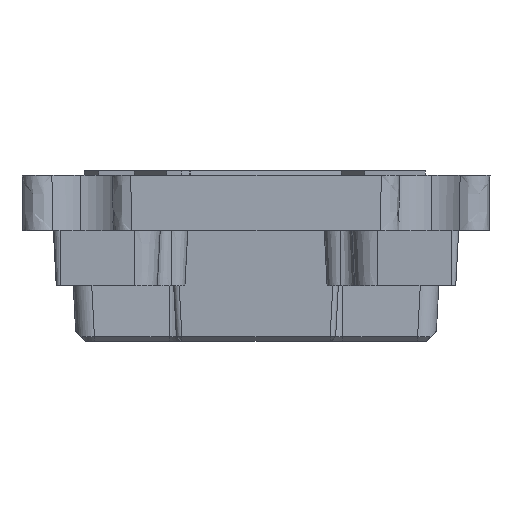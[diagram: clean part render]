
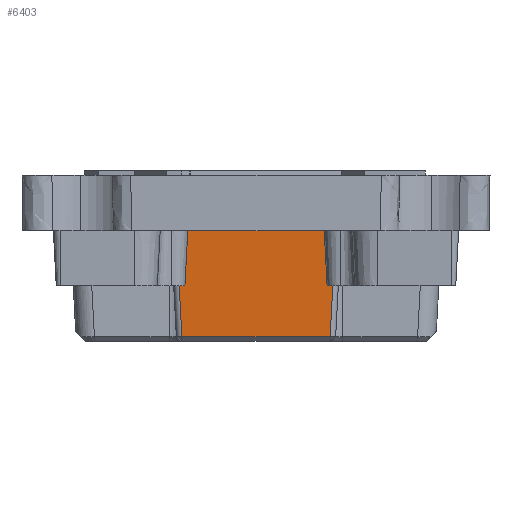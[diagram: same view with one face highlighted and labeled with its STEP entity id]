
A CAD part, left-side view. The second image highlights one B-rep face of the part: STEP entity #6403.
In plain terms, the highlighted planar face has unit normal (-0.999, 0, -0.052).
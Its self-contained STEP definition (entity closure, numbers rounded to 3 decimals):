
#198 = CARTESIAN_POINT ( 'NONE',  ( 8.202, 4.023, 0.237 ) ) ;
#381 = CARTESIAN_POINT ( 'NONE',  ( 8.202, -4.023, 0.237 ) ) ;
#486 = DIRECTION ( 'NONE',  ( -0.052, -0.052, 0.997 ) ) ;
#487 = DIRECTION ( 'NONE',  ( 0., -1., 0. ) ) ;
#528 = ORIENTED_EDGE ( 'NONE', *, *, #1850, .F. ) ;
#1323 = PLANE ( 'NONE',  #4060 ) ;
#1540 = EDGE_LOOP ( 'NONE', ( #5734, #3779, #7454, #528 ) ) ;
#1850 = EDGE_CURVE ( 'NONE', #4925, #4475, #6939, .T. ) ;
#2542 = DIRECTION ( 'NONE',  ( -0.999, 0., -0.052 ) ) ;
#3206 = VERTEX_POINT ( 'NONE', #198 ) ;
#3395 = CARTESIAN_POINT ( 'NONE',  ( 7.899, -4.326, 6.016 ) ) ;
#3779 = ORIENTED_EDGE ( 'NONE', *, *, #4070, .T. ) ;
#3895 = VECTOR ( 'NONE', #486, 1000. ) ;
#3913 = FACE_OUTER_BOUND ( 'NONE', #1540, .T. ) ;
#3972 = VERTEX_POINT ( 'NONE', #381 ) ;
#4060 = AXIS2_PLACEMENT_3D ( 'NONE', #7301, #2542, #6687 ) ;
#4070 = EDGE_CURVE ( 'NONE', #3206, #3972, #4775, .T. ) ;
#4475 = VERTEX_POINT ( 'NONE', #6579 ) ;
#4775 = LINE ( 'NONE', #7631, #6164 ) ;
#4925 = VERTEX_POINT ( 'NONE', #5596 ) ;
#5022 = EDGE_CURVE ( 'NONE', #4925, #3206, #6236, .T. ) ;
#5054 = CARTESIAN_POINT ( 'NONE',  ( 7.924, 4.301, 5.533 ) ) ;
#5357 = VECTOR ( 'NONE', #487, 1000. ) ;
#5494 = VECTOR ( 'NONE', #6844, 1000. ) ;
#5596 = CARTESIAN_POINT ( 'NONE',  ( 7.9, 4.325, 6. ) ) ;
#5734 = ORIENTED_EDGE ( 'NONE', *, *, #5022, .T. ) ;
#5926 = LINE ( 'NONE', #3395, #3895 ) ;
#6164 = VECTOR ( 'NONE', #6427, 1000. ) ;
#6236 = LINE ( 'NONE', #5054, #5494 ) ;
#6403 = ADVANCED_FACE ( 'NONE', ( #3913 ), #1323, .T. ) ;
#6427 = DIRECTION ( 'NONE',  ( 0., -1., 0. ) ) ;
#6579 = CARTESIAN_POINT ( 'NONE',  ( 7.9, -4.325, 6. ) ) ;
#6687 = DIRECTION ( 'NONE',  ( -0.052, 0., 0.999 ) ) ;
#6844 = DIRECTION ( 'NONE',  ( 0.052, -0.052, -0.997 ) ) ;
#6939 = LINE ( 'NONE', #7495, #5357 ) ;
#7150 = EDGE_CURVE ( 'NONE', #3972, #4475, #5926, .T. ) ;
#7301 = CARTESIAN_POINT ( 'NONE',  ( 7.9, -4.625, 6. ) ) ;
#7454 = ORIENTED_EDGE ( 'NONE', *, *, #7150, .T. ) ;
#7495 = CARTESIAN_POINT ( 'NONE',  ( 7.9, -4.625, 6. ) ) ;
#7631 = CARTESIAN_POINT ( 'NONE',  ( 8.202, -4.625, 0.237 ) ) ;
